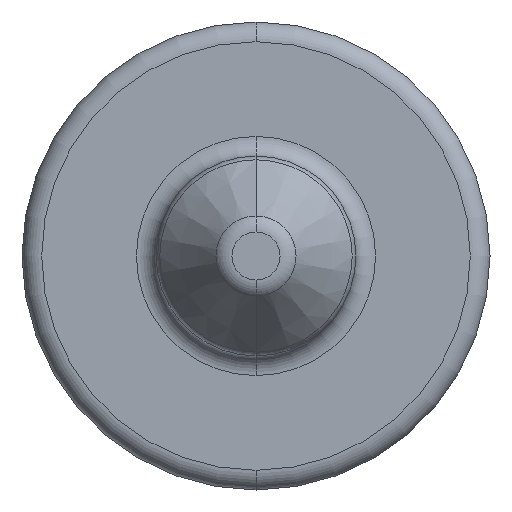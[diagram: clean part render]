
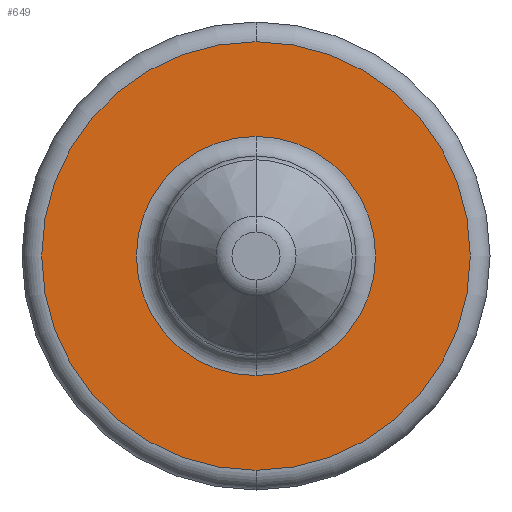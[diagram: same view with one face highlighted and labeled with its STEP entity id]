
A CAD part, front view. The second image highlights one B-rep face of the part: STEP entity #649.
In plain terms, the highlighted planar face has unit normal (0, -1, 0).
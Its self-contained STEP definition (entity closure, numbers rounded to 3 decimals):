
#2 = AXIS2_PLACEMENT_3D ( 'NONE', #819, #491, #539 ) ;
#7 = FACE_BOUND ( 'NONE', #779, .T. ) ;
#17 = AXIS2_PLACEMENT_3D ( 'NONE', #253, #572, #663 ) ;
#43 = CIRCLE ( 'NONE', #17, 0.815 ) ;
#69 = EDGE_CURVE ( 'NONE', #340, #413, #43, .T. ) ;
#85 = EDGE_CURVE ( 'NONE', #648, #566, #728, .T. ) ;
#87 = ORIENTED_EDGE ( 'NONE', *, *, #85, .T. ) ;
#169 = EDGE_LOOP ( 'NONE', ( #671, #178 ) ) ;
#178 = ORIENTED_EDGE ( 'NONE', *, *, #69, .T. ) ;
#181 = EDGE_CURVE ( 'NONE', #413, #340, #686, .T. ) ;
#186 = EDGE_CURVE ( 'NONE', #566, #648, #346, .T. ) ;
#225 = FACE_OUTER_BOUND ( 'NONE', #169, .T. ) ;
#253 = CARTESIAN_POINT ( 'NONE',  ( 0., 0., 0. ) ) ;
#260 = DIRECTION ( 'NONE',  ( 0., 1., 0. ) ) ;
#261 = PLANE ( 'NONE',  #325 ) ;
#262 = ORIENTED_EDGE ( 'NONE', *, *, #186, .T. ) ;
#265 = CARTESIAN_POINT ( 'NONE',  ( 0., 0., -0.455 ) ) ;
#267 = CARTESIAN_POINT ( 'NONE',  ( 0., 0., 0. ) ) ;
#308 = CARTESIAN_POINT ( 'NONE',  ( 0., 0., 0.455 ) ) ;
#325 = AXIS2_PLACEMENT_3D ( 'NONE', #267, #260, #541 ) ;
#340 = VERTEX_POINT ( 'NONE', #355 ) ;
#342 = CARTESIAN_POINT ( 'NONE',  ( 0., 0., 0.815 ) ) ;
#346 = CIRCLE ( 'NONE', #613, 0.455 ) ;
#355 = CARTESIAN_POINT ( 'NONE',  ( 0., 0., -0.815 ) ) ;
#413 = VERTEX_POINT ( 'NONE', #342 ) ;
#426 = DIRECTION ( 'NONE',  ( 0., 0., 1. ) ) ;
#427 = DIRECTION ( 'NONE',  ( 0., 1., 0. ) ) ;
#428 = CARTESIAN_POINT ( 'NONE',  ( 0., 0., 0. ) ) ;
#433 = DIRECTION ( 'NONE',  ( 0., 0., 1. ) ) ;
#435 = DIRECTION ( 'NONE',  ( 0., -1., 0. ) ) ;
#438 = CARTESIAN_POINT ( 'NONE',  ( 0., 0., 0. ) ) ;
#491 = DIRECTION ( 'NONE',  ( 0., 1., 0. ) ) ;
#539 = DIRECTION ( 'NONE',  ( 0., 0., 1. ) ) ;
#541 = DIRECTION ( 'NONE',  ( 0., 0., 1. ) ) ;
#566 = VERTEX_POINT ( 'NONE', #308 ) ;
#572 = DIRECTION ( 'NONE',  ( 0., -1., 0. ) ) ;
#613 = AXIS2_PLACEMENT_3D ( 'NONE', #428, #427, #426 ) ;
#622 = AXIS2_PLACEMENT_3D ( 'NONE', #438, #435, #433 ) ;
#648 = VERTEX_POINT ( 'NONE', #265 ) ;
#649 = ADVANCED_FACE ( 'NONE', ( #225, #7 ), #261, .F. ) ;
#663 = DIRECTION ( 'NONE',  ( 0., 0., 1. ) ) ;
#671 = ORIENTED_EDGE ( 'NONE', *, *, #181, .T. ) ;
#686 = CIRCLE ( 'NONE', #622, 0.815 ) ;
#728 = CIRCLE ( 'NONE', #2, 0.455 ) ;
#779 = EDGE_LOOP ( 'NONE', ( #262, #87 ) ) ;
#819 = CARTESIAN_POINT ( 'NONE',  ( 0., 0., 0. ) ) ;
